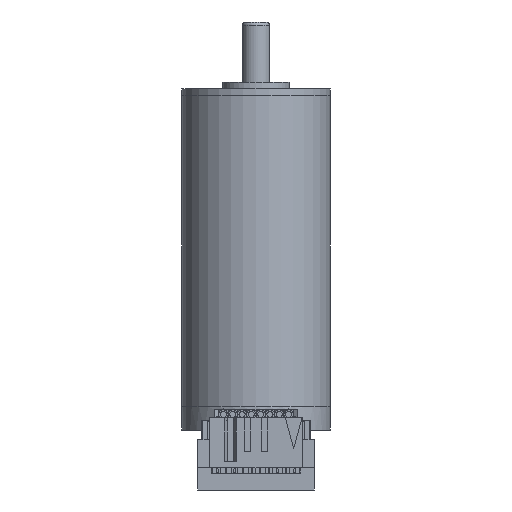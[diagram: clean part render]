
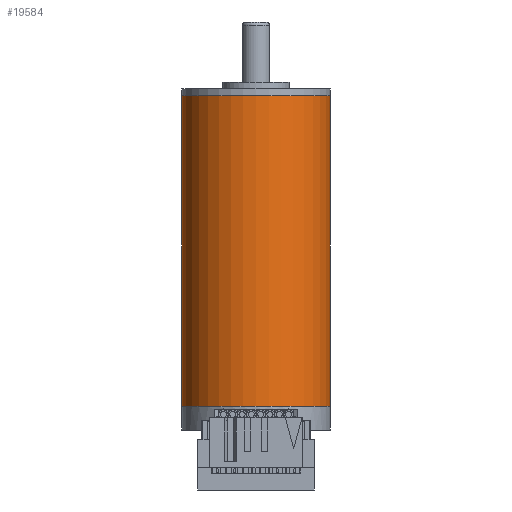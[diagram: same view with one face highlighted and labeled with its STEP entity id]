
A CAD part, front view. The second image highlights one B-rep face of the part: STEP entity #19584.
In plain terms, the highlighted cylindrical face has radius 11 mm (diameter 22 mm), a partial arc.
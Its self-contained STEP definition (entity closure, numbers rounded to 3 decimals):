
#449 = EDGE_CURVE ( 'NONE', #22982, #8142, #3176, .T. ) ;
#549 = CARTESIAN_POINT ( 'NONE',  ( 11., 0., -44. ) ) ;
#590 = DIRECTION ( 'NONE',  ( 0., 0., 1. ) ) ;
#1535 = CIRCLE ( 'NONE', #20898, 11. ) ;
#2283 = EDGE_CURVE ( 'NONE', #8142, #18210, #7371, .T. ) ;
#3176 = CIRCLE ( 'NONE', #22589, 11. ) ;
#3221 = FACE_OUTER_BOUND ( 'NONE', #5489, .T. ) ;
#4632 = AXIS2_PLACEMENT_3D ( 'NONE', #23963, #24103, #23934 ) ;
#5489 = EDGE_LOOP ( 'NONE', ( #22068, #27315, #24888, #11957 ) ) ;
#7371 = LINE ( 'NONE', #549, #10547 ) ;
#7828 = EDGE_CURVE ( 'NONE', #18210, #23779, #1535, .T. ) ;
#8142 = VERTEX_POINT ( 'NONE', #20950 ) ;
#10494 = EDGE_CURVE ( 'NONE', #22982, #23779, #12433, .T. ) ;
#10547 = VECTOR ( 'NONE', #590, 1000. ) ;
#11395 = CARTESIAN_POINT ( 'NONE',  ( 11., 0., 2. ) ) ;
#11911 = DIRECTION ( 'NONE',  ( 0., 0., 1. ) ) ;
#11957 = ORIENTED_EDGE ( 'NONE', *, *, #10494, .F. ) ;
#11971 = CARTESIAN_POINT ( 'NONE',  ( -11., 0., -44. ) ) ;
#12433 = LINE ( 'NONE', #11971, #25042 ) ;
#18031 = CARTESIAN_POINT ( 'NONE',  ( -11., 0., 2. ) ) ;
#18210 = VERTEX_POINT ( 'NONE', #11395 ) ;
#19584 = ADVANCED_FACE ( 'NONE', ( #3221 ), #20560, .T. ) ;
#20560 = CYLINDRICAL_SURFACE ( 'NONE', #4632, 11. ) ;
#20898 = AXIS2_PLACEMENT_3D ( 'NONE', #26502, #26446, #26413 ) ;
#20950 = CARTESIAN_POINT ( 'NONE',  ( 11., 0., -44. ) ) ;
#22068 = ORIENTED_EDGE ( 'NONE', *, *, #449, .T. ) ;
#22589 = AXIS2_PLACEMENT_3D ( 'NONE', #28891, #28916, #28927 ) ;
#22982 = VERTEX_POINT ( 'NONE', #24124 ) ;
#23779 = VERTEX_POINT ( 'NONE', #18031 ) ;
#23934 = DIRECTION ( 'NONE',  ( -1., 0., 0. ) ) ;
#23963 = CARTESIAN_POINT ( 'NONE',  ( 0., 0., -44. ) ) ;
#24103 = DIRECTION ( 'NONE',  ( 0., 0., 1. ) ) ;
#24124 = CARTESIAN_POINT ( 'NONE',  ( -11., 0., -44. ) ) ;
#24888 = ORIENTED_EDGE ( 'NONE', *, *, #7828, .T. ) ;
#25042 = VECTOR ( 'NONE', #11911, 1000. ) ;
#26413 = DIRECTION ( 'NONE',  ( -1., 0., 0. ) ) ;
#26446 = DIRECTION ( 'NONE',  ( 0., 0., -1. ) ) ;
#26502 = CARTESIAN_POINT ( 'NONE',  ( 0., 0., 2. ) ) ;
#27315 = ORIENTED_EDGE ( 'NONE', *, *, #2283, .T. ) ;
#28891 = CARTESIAN_POINT ( 'NONE',  ( 0., 0., -44. ) ) ;
#28916 = DIRECTION ( 'NONE',  ( 0., 0., 1. ) ) ;
#28927 = DIRECTION ( 'NONE',  ( -1., 0., 0. ) ) ;
